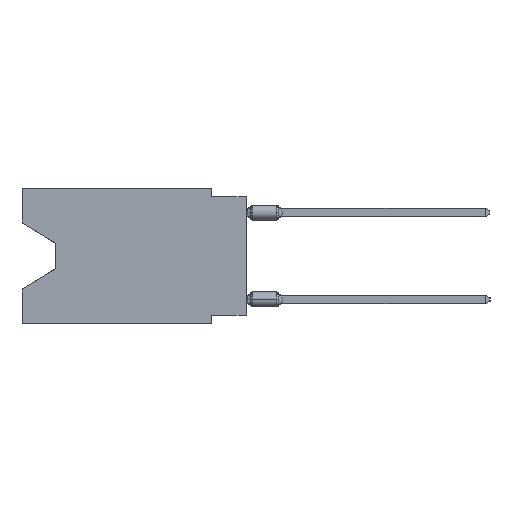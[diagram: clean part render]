
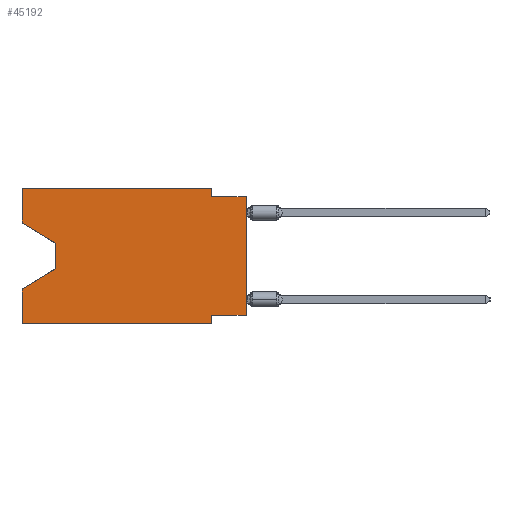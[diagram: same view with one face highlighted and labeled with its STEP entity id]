
A CAD part, left-side view. The second image highlights one B-rep face of the part: STEP entity #45192.
In plain terms, the highlighted planar face has unit normal (-1, 0, 0).
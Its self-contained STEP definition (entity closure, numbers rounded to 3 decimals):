
#379 = VECTOR ( 'NONE', #41082, 1000. ) ;
#624 = ORIENTED_EDGE ( 'NONE', *, *, #48987, .F. ) ;
#1929 = CARTESIAN_POINT ( 'NONE',  ( 0., 2.54, -9.271 ) ) ;
#2027 = EDGE_CURVE ( 'NONE', #66889, #65464, #18732, .T. ) ;
#3201 = EDGE_CURVE ( 'NONE', #25455, #10014, #9153, .T. ) ;
#3659 = DIRECTION ( 'NONE',  ( 0., 0., 1. ) ) ;
#3717 = EDGE_CURVE ( 'NONE', #15251, #10014, #53795, .T. ) ;
#4892 = CARTESIAN_POINT ( 'NONE',  ( 0., 16.383, 0. ) ) ;
#5340 = VECTOR ( 'NONE', #49165, 1000. ) ;
#5361 = EDGE_LOOP ( 'NONE', ( #24434, #40424, #30443, #30558, #22276, #36640, #66969, #10755, #32282, #5538, #624, #21780 ) ) ;
#5474 = CARTESIAN_POINT ( 'NONE',  ( 0., 16.383, -7.36 ) ) ;
#5538 = ORIENTED_EDGE ( 'NONE', *, *, #20473, .F. ) ;
#6387 = EDGE_CURVE ( 'NONE', #66889, #43496, #33365, .T. ) ;
#9153 = LINE ( 'NONE', #51268, #43451 ) ;
#10014 = VERTEX_POINT ( 'NONE', #65339 ) ;
#10504 = LINE ( 'NONE', #30018, #66071 ) ;
#10755 = ORIENTED_EDGE ( 'NONE', *, *, #3201, .T. ) ;
#11856 = DIRECTION ( 'NONE',  ( 0., -1., 0. ) ) ;
#12738 = EDGE_CURVE ( 'NONE', #25455, #35755, #21736, .T. ) ;
#13779 = EDGE_CURVE ( 'NONE', #41078, #60400, #55395, .T. ) ;
#14301 = CARTESIAN_POINT ( 'NONE',  ( 0., 16.383, 0. ) ) ;
#14316 = DIRECTION ( 'NONE',  ( 0., 0., 1. ) ) ;
#15251 = VERTEX_POINT ( 'NONE', #43363 ) ;
#16080 = CARTESIAN_POINT ( 'NONE',  ( 0., 16.383, -9.906 ) ) ;
#16184 = VECTOR ( 'NONE', #22070, 1000. ) ;
#16398 = CARTESIAN_POINT ( 'NONE',  ( 0., 2.54, 0. ) ) ;
#16443 = DIRECTION ( 'NONE',  ( 0., 0., -1. ) ) ;
#17275 = DIRECTION ( 'NONE',  ( 0., 1., 0. ) ) ;
#17479 = DIRECTION ( 'NONE',  ( 0., 0., -1. ) ) ;
#17928 = CARTESIAN_POINT ( 'NONE',  ( 0., 0., -9.271 ) ) ;
#18732 = LINE ( 'NONE', #14301, #37878 ) ;
#18781 = DIRECTION ( 'NONE',  ( 0., 0.855, -0.519 ) ) ;
#20055 = CARTESIAN_POINT ( 'NONE',  ( 0., 16.383, 0. ) ) ;
#20097 = DIRECTION ( 'NONE',  ( 0., -1., 0. ) ) ;
#20211 = LINE ( 'NONE', #35268, #379 ) ;
#20473 = EDGE_CURVE ( 'NONE', #53140, #15251, #59875, .T. ) ;
#21736 = LINE ( 'NONE', #17928, #58209 ) ;
#21780 = ORIENTED_EDGE ( 'NONE', *, *, #2027, .F. ) ;
#22070 = DIRECTION ( 'NONE',  ( 0., 0., -1. ) ) ;
#22276 = ORIENTED_EDGE ( 'NONE', *, *, #25685, .T. ) ;
#24434 = ORIENTED_EDGE ( 'NONE', *, *, #6387, .T. ) ;
#25455 = VERTEX_POINT ( 'NONE', #43054 ) ;
#25685 = EDGE_CURVE ( 'NONE', #41740, #28716, #10504, .T. ) ;
#27582 = CARTESIAN_POINT ( 'NONE',  ( 0., 16.383, 0. ) ) ;
#27722 = CARTESIAN_POINT ( 'NONE',  ( 0., 2.54, -9.906 ) ) ;
#27802 = CARTESIAN_POINT ( 'NONE',  ( 0., 0., -0.635 ) ) ;
#27908 = DIRECTION ( 'NONE',  ( 0., -0.855, -0.519 ) ) ;
#28285 = LINE ( 'NONE', #32748, #5340 ) ;
#28716 = VERTEX_POINT ( 'NONE', #27722 ) ;
#30018 = CARTESIAN_POINT ( 'NONE',  ( 0., 16.383, -9.906 ) ) ;
#30443 = ORIENTED_EDGE ( 'NONE', *, *, #13779, .T. ) ;
#30558 = ORIENTED_EDGE ( 'NONE', *, *, #61552, .F. ) ;
#30877 = FACE_OUTER_BOUND ( 'NONE', #5361, .T. ) ;
#31663 = CARTESIAN_POINT ( 'NONE',  ( 0., 2.54, -9.906 ) ) ;
#32282 = ORIENTED_EDGE ( 'NONE', *, *, #3717, .F. ) ;
#32748 = CARTESIAN_POINT ( 'NONE',  ( 0., 13.97, -4.013 ) ) ;
#33365 = LINE ( 'NONE', #63518, #38782 ) ;
#34829 = EDGE_CURVE ( 'NONE', #35755, #28716, #62478, .T. ) ;
#35268 = CARTESIAN_POINT ( 'NONE',  ( 0., 16.383, 0. ) ) ;
#35755 = VERTEX_POINT ( 'NONE', #1929 ) ;
#36640 = ORIENTED_EDGE ( 'NONE', *, *, #34829, .F. ) ;
#37878 = VECTOR ( 'NONE', #3659, 1000. ) ;
#38782 = VECTOR ( 'NONE', #27908, 1000. ) ;
#39787 = CARTESIAN_POINT ( 'NONE',  ( 0., 13.97, -5.893 ) ) ;
#40356 = CARTESIAN_POINT ( 'NONE',  ( 0., 13.97, -5.893 ) ) ;
#40424 = ORIENTED_EDGE ( 'NONE', *, *, #44469, .T. ) ;
#41078 = VERTEX_POINT ( 'NONE', #39787 ) ;
#41082 = DIRECTION ( 'NONE',  ( 0., 0., 1. ) ) ;
#41740 = VERTEX_POINT ( 'NONE', #16080 ) ;
#42037 = VECTOR ( 'NONE', #17479, 1000. ) ;
#43054 = CARTESIAN_POINT ( 'NONE',  ( 0., 0., -9.271 ) ) ;
#43363 = CARTESIAN_POINT ( 'NONE',  ( 0., 2.54, -0.635 ) ) ;
#43451 = VECTOR ( 'NONE', #14316, 1000. ) ;
#43464 = CARTESIAN_POINT ( 'NONE',  ( 0., 2.54, 0. ) ) ;
#43496 = VERTEX_POINT ( 'NONE', #49640 ) ;
#44469 = EDGE_CURVE ( 'NONE', #43496, #41078, #28285, .T. ) ;
#45192 = ADVANCED_FACE ( 'NONE', ( #30877 ), #51768, .F. ) ;
#46790 = VECTOR ( 'NONE', #54489, 1000. ) ;
#48026 = VECTOR ( 'NONE', #11856, 1000. ) ;
#48090 = CARTESIAN_POINT ( 'NONE',  ( 0., 16.383, -2.546 ) ) ;
#48987 = EDGE_CURVE ( 'NONE', #65464, #53140, #63853, .T. ) ;
#49165 = DIRECTION ( 'NONE',  ( 0., 0., -1. ) ) ;
#49640 = CARTESIAN_POINT ( 'NONE',  ( 0., 13.97, -4.013 ) ) ;
#51268 = CARTESIAN_POINT ( 'NONE',  ( 0., 0., 0. ) ) ;
#51768 = PLANE ( 'NONE',  #66262 ) ;
#53140 = VERTEX_POINT ( 'NONE', #16398 ) ;
#53795 = LINE ( 'NONE', #27802, #46790 ) ;
#54489 = DIRECTION ( 'NONE',  ( 0., -1., 0. ) ) ;
#55395 = LINE ( 'NONE', #40356, #66491 ) ;
#58209 = VECTOR ( 'NONE', #17275, 1000. ) ;
#59875 = LINE ( 'NONE', #43464, #42037 ) ;
#60400 = VERTEX_POINT ( 'NONE', #5474 ) ;
#61552 = EDGE_CURVE ( 'NONE', #41740, #60400, #20211, .T. ) ;
#62478 = LINE ( 'NONE', #31663, #16184 ) ;
#63319 = DIRECTION ( 'NONE',  ( 1., 0., 0. ) ) ;
#63518 = CARTESIAN_POINT ( 'NONE',  ( 0., 16.383, -2.546 ) ) ;
#63853 = LINE ( 'NONE', #27582, #48026 ) ;
#65339 = CARTESIAN_POINT ( 'NONE',  ( 0., 0., -0.635 ) ) ;
#65464 = VERTEX_POINT ( 'NONE', #20055 ) ;
#66071 = VECTOR ( 'NONE', #20097, 1000. ) ;
#66262 = AXIS2_PLACEMENT_3D ( 'NONE', #4892, #63319, #16443 ) ;
#66491 = VECTOR ( 'NONE', #18781, 1000. ) ;
#66889 = VERTEX_POINT ( 'NONE', #48090 ) ;
#66969 = ORIENTED_EDGE ( 'NONE', *, *, #12738, .F. ) ;
